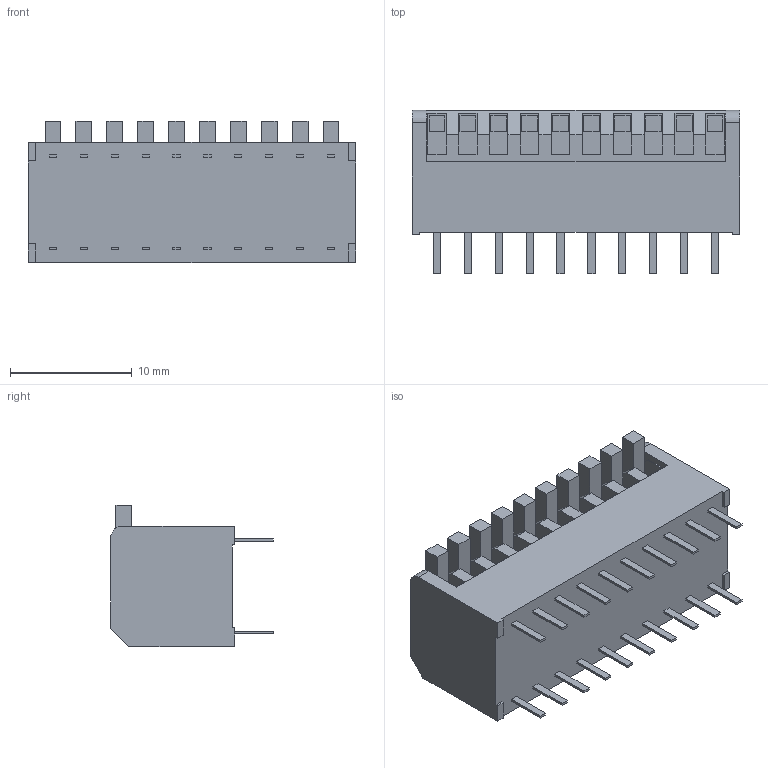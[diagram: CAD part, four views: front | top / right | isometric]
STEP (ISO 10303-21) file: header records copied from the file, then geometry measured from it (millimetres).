
FILE_DESCRIPTION (( 'STEP AP214' ), '1' );
FILE_NAME ('A6FR_0104.step', '2017-11-07T11:12:19', ( 'OSMC1.0 ' ), ( ' ' ), 'SwSTEP 2.0', 'SolidWorks 2002025', '' );
FILE_SCHEMA (( 'AUTOMOTIVE_DESIGN' ));
Length unit declared in the file: millimetre
Products named in the file (1): A6FR_0104
Bounding box: 26.96 x 13.4 x 11.6 mm (x, y, z)
Volume: 2556.5 mm3; surface area: 1621.4 mm2
Topology: 1 solids, 1 shells, 216 faces, 552 edges, 368 vertices
Faces by surface type: plane 214, cylinder 2
Entity records: 7699 total; most frequent: CARTESIAN_POINT 1137, ORIENTED_EDGE 1104, DIRECTION 990, EDGE_CURVE 552, LINE 548, VECTOR 548, VERTEX_POINT 368, EDGE_LOOP 246
